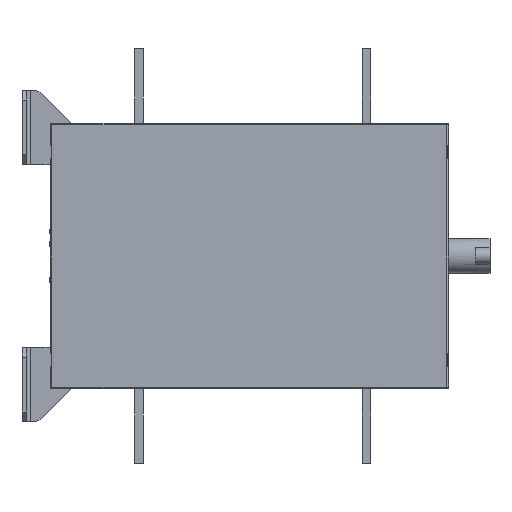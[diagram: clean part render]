
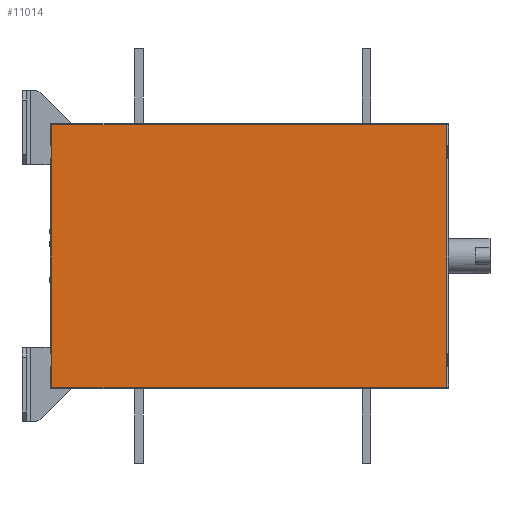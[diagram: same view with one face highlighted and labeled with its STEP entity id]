
A CAD part, left-side view. The second image highlights one B-rep face of the part: STEP entity #11014.
In plain terms, the highlighted planar face has unit normal (-1, 0, 0).
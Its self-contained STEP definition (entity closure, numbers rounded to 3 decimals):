
#771 = VERTEX_POINT ( 'NONE', #21283 ) ;
#969 = LINE ( 'NONE', #17238, #4910 ) ;
#1410 = VECTOR ( 'NONE', #15410, 1000. ) ;
#2564 = VERTEX_POINT ( 'NONE', #5731 ) ;
#2947 = VERTEX_POINT ( 'NONE', #5708 ) ;
#3272 = ORIENTED_EDGE ( 'NONE', *, *, #6516, .T. ) ;
#3914 = LINE ( 'NONE', #13296, #14436 ) ;
#4910 = VECTOR ( 'NONE', #15446, 1000. ) ;
#5021 = CARTESIAN_POINT ( 'NONE',  ( -91., 45., 47. ) ) ;
#5708 = CARTESIAN_POINT ( 'NONE',  ( -91., 204., 46. ) ) ;
#5731 = CARTESIAN_POINT ( 'NONE',  ( -91., 46., 46. ) ) ;
#6444 = DIRECTION ( 'NONE',  ( 1., 0., 0. ) ) ;
#6516 = EDGE_CURVE ( 'NONE', #771, #13428, #969, .T. ) ;
#6669 = PLANE ( 'NONE',  #13063 ) ;
#7736 = EDGE_CURVE ( 'NONE', #2947, #771, #3914, .T. ) ;
#7934 = LINE ( 'NONE', #20637, #1410 ) ;
#10026 = ORIENTED_EDGE ( 'NONE', *, *, #10391, .T. ) ;
#10391 = EDGE_CURVE ( 'NONE', #13428, #2564, #18826, .T. ) ;
#10661 = EDGE_LOOP ( 'NONE', ( #20802, #3272, #10026, #21427 ) ) ;
#11014 = ADVANCED_FACE ( 'NONE', ( #12026 ), #6669, .F. ) ;
#11054 = DIRECTION ( 'NONE',  ( 0., 0., -1. ) ) ;
#11351 = DIRECTION ( 'NONE',  ( 0., 0., 1. ) ) ;
#12026 = FACE_OUTER_BOUND ( 'NONE', #10661, .T. ) ;
#13063 = AXIS2_PLACEMENT_3D ( 'NONE', #5021, #6444, #20815 ) ;
#13296 = CARTESIAN_POINT ( 'NONE',  ( -91., 204., 47. ) ) ;
#13428 = VERTEX_POINT ( 'NONE', #19055 ) ;
#14436 = VECTOR ( 'NONE', #11054, 1000. ) ;
#15410 = DIRECTION ( 'NONE',  ( 0., 1., 0. ) ) ;
#15446 = DIRECTION ( 'NONE',  ( 0., -1., 0. ) ) ;
#16702 = CARTESIAN_POINT ( 'NONE',  ( -91., 46., 47. ) ) ;
#16737 = EDGE_CURVE ( 'NONE', #2564, #2947, #7934, .T. ) ;
#17238 = CARTESIAN_POINT ( 'NONE',  ( -91., 46., -192. ) ) ;
#18826 = LINE ( 'NONE', #16702, #19772 ) ;
#19055 = CARTESIAN_POINT ( 'NONE',  ( -91., 46., -192. ) ) ;
#19772 = VECTOR ( 'NONE', #11351, 1000. ) ;
#20637 = CARTESIAN_POINT ( 'NONE',  ( -91., 45., 46. ) ) ;
#20802 = ORIENTED_EDGE ( 'NONE', *, *, #7736, .T. ) ;
#20815 = DIRECTION ( 'NONE',  ( 0., 0., 1. ) ) ;
#21283 = CARTESIAN_POINT ( 'NONE',  ( -91., 204., -192. ) ) ;
#21427 = ORIENTED_EDGE ( 'NONE', *, *, #16737, .T. ) ;
